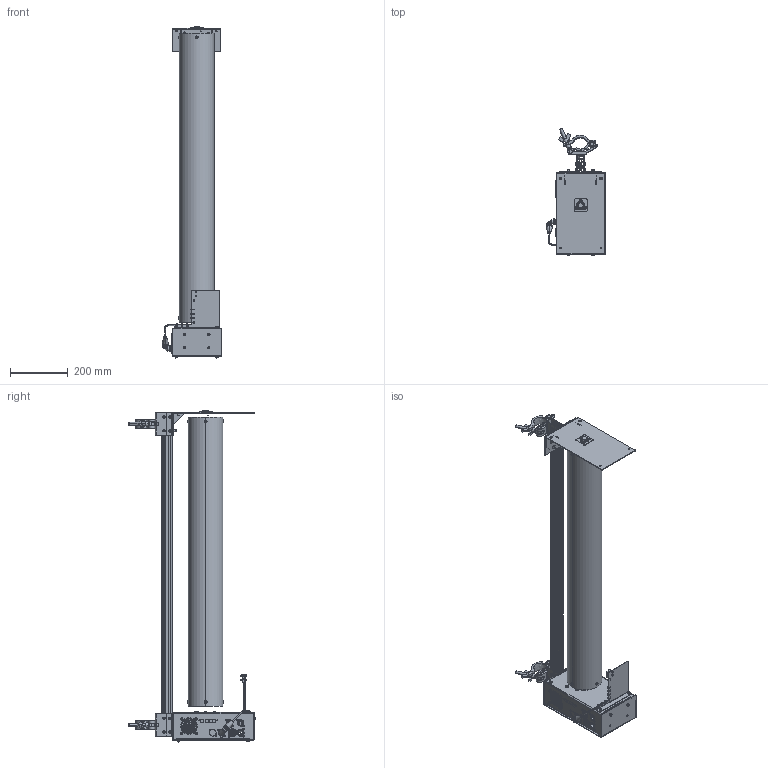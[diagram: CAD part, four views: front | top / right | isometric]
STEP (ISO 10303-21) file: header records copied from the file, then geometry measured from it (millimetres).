
FILE_DESCRIPTION (( 'STEP AP214' ), '1' );
FILE_NAME ('239.001.001_Main_Assembly_Step.STEP', '2022-08-10T13:52:16', ( '' ), ( '' ), 'SwSTEP 2.0', 'SolidWorks 2022', '' );
FILE_SCHEMA (( 'AUTOMOTIVE_DESIGN' ));
Length unit declared in the file: millimetre
Products named in the file (1): 239.001.001_Main_Assembly_Step
Bounding box: 204.9 x 439.6 x 1147.4 mm (x, y, z)
Surface area: 1442345.1 mm2 (no closed solid volume)
Topology: 0 solids, 229 shells, 1553 faces, 5619 edges, 4136 vertices
Faces by surface type: plane 676, cylinder 525, bspline 152, torus 121, cone 64, sphere 15
Entity records: 85123 total; most frequent: CARTESIAN_POINT 21282, DIRECTION 9696, ORIENTED_EDGE 8422, EDGE_CURVE 5597, VERTEX_POINT 4136, AXIS2_PLACEMENT_3D 3470, VECTOR 2756, LINE 2756
